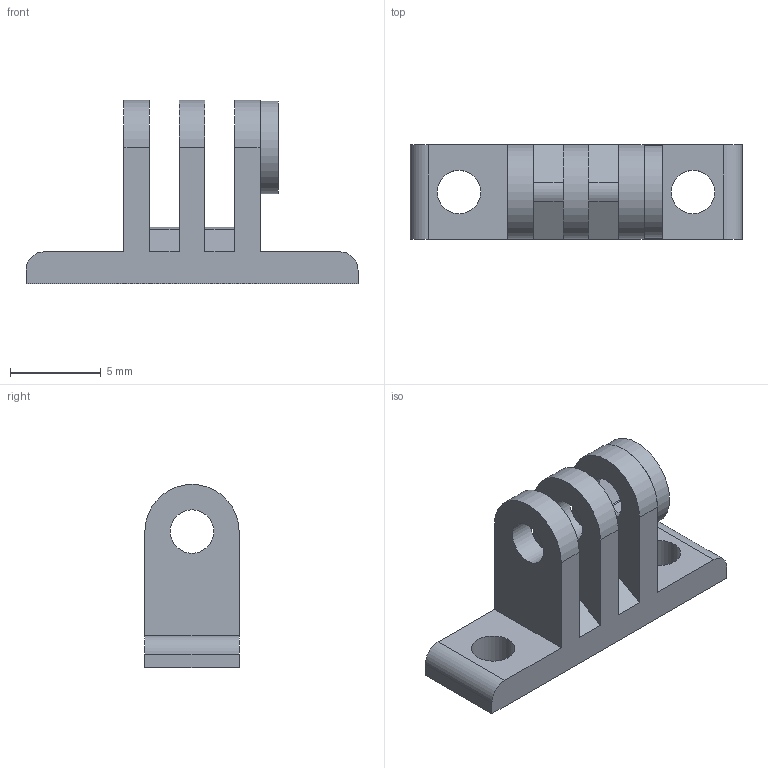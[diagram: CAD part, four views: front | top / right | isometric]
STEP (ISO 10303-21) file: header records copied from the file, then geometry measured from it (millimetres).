
FILE_DESCRIPTION(/* description */ (''),/* implementation_level */ '2;1');
FILE_NAME(/* name */ 'GoPro_Mount_Female_3T+Nut_notRounded v3.step',/* time_stamp */ '2024-09-15T22:13:16+02:00',/* author */ (''),/* organization */ (''),/* preprocessor_version */ 'ST-DEVELOPER v20',/* originating_system */ 'Autodesk Translation Framework v13.14.0.145',/* authorisation */ '');
FILE_SCHEMA (('AUTOMOTIVE_DESIGN { 1 0 10303 214 3 1 1 }'));
Length unit declared in the file: millimetre
Products named in the file (2): GoPro_Mount_Female_3T+Nut_notRounded; GoPro_Mount_Female_3T+Nut_notRounded_1
Assembly tree (1 placements, depth 2):
  GoPro_Mount_Female_3T+Nut_notRounded
    GoPro_Mount_Female_3T+Nut_notRounded_1
Bounding box: 18.3 x 5.2 x 10.1 mm (x, y, z)
Volume: 312 mm3; surface area: 605.2 mm2
Topology: 1 solids, 1 shells, 44 faces, 120 edges, 80 vertices
Faces by surface type: plane 25, cylinder 19
Full cylindrical faces by diameter (mm): 2.4 x5, 5.1 x1
Entity records: 1475 total; most frequent: DIRECTION 252, CARTESIAN_POINT 247, ORIENTED_EDGE 240, EDGE_CURVE 120, AXIS2_PLACEMENT_3D 85, LINE 82, VECTOR 82, VERTEX_POINT 80
